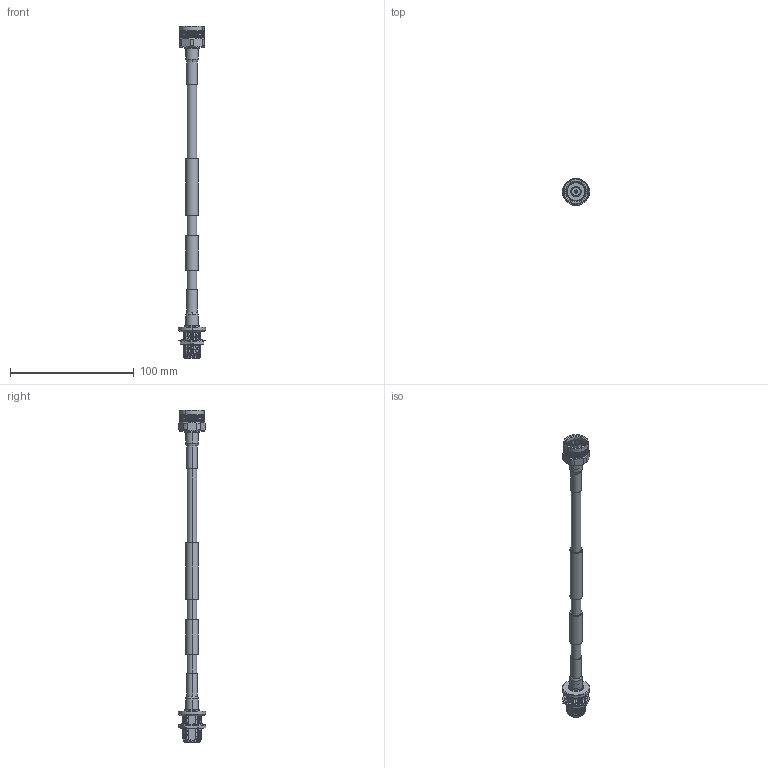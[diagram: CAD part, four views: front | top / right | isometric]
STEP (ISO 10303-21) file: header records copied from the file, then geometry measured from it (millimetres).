
FILE_DESCRIPTION (( 'STEP AP214' ), '1' );
FILE_NAME ('FMCA2256.step', '2021-02-09T19:07:59', ( '' ), ( '' ), 'SwSTEP 2.0', 'SolidWorks 2018', '' );
FILE_SCHEMA (( 'AUTOMOTIVE_DESIGN' ));
Length unit declared in the file: inch
Products named in the file (5): Heat Shrink^FMCA2256; FMCN1707^FMCA2256; FMCN1704^FMCA2256; FM-1/4SFHC^FMCA2256; FMCA2256
Assembly tree (5 placements, depth 2):
  FMCA2256
    FM-1/4SFHC^FMCA2256
    Heat Shrink^FMCA2256  x2
    FMCN1704^FMCA2256
    FMCN1707^FMCA2256
Bounding box: 22 x 22 x 268.34 mm (x, y, z)
Volume: 22798.9 mm3; surface area: 14416.1 mm2
Topology: 8 solids, 8 shells, 2606 faces, 5877 edges, 3306 vertices
Faces by surface type: bspline 1840, cylinder 596, plane 94, cone 68, torus 8
Entity records: 160420 total; most frequent: CARTESIAN_POINT 122826, ORIENTED_EDGE 11718, EDGE_CURVE 5859, VERTEX_POINT 3294, DIRECTION 2892, EDGE_LOOP 2627, FACE_OUTER_BOUND 2598, ADVANCED_FACE 2598
